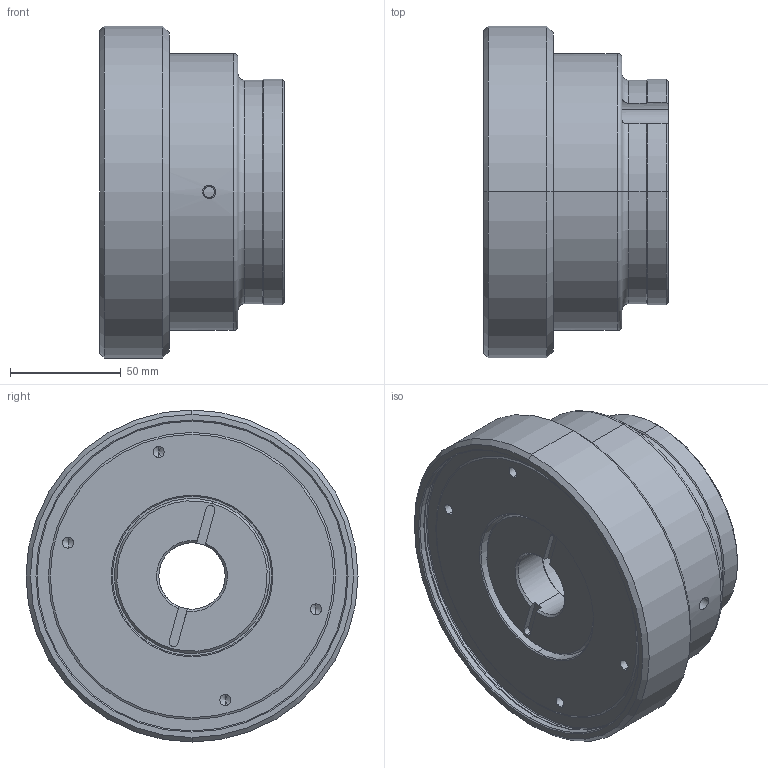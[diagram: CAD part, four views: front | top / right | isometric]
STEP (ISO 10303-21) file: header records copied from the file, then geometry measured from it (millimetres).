
FILE_DESCRIPTION (( 'STEP AP203' ), '1' );
FILE_NAME ('CF-CB-52.STEP', '2019-10-24T06:16:52', ( 'temp' ), ( '' ), 'SwSTEP 2.0', 'SolidWorks 2016', '' );
FILE_SCHEMA (( 'CONFIG_CONTROL_DESIGN' ));
Length unit declared in the file: millimetre
Products named in the file (5): CB-52-04000; CF-CB-52-03000; CF-CB-52; CF-CB-52-01000; CF-CB-52-02000
Assembly tree (4 placements, depth 2):
  CF-CB-52
    CF-CB-52-01000
    CF-CB-52-02000
    CB-52-04000
    CF-CB-52-03000
Bounding box: 83.5 x 150 x 150 mm (x, y, z)
Volume: 823423.8 mm3; surface area: 148025.9 mm2
Topology: 4 solids, 4 shells, 175 faces, 401 edges, 230 vertices
Faces by surface type: cylinder 71, cone 65, plane 24, torus 15
Entity records: 5714 total; most frequent: CARTESIAN_POINT 1225, DIRECTION 926, ORIENTED_EDGE 758, AXIS2_PLACEMENT_3D 388, EDGE_CURVE 379, VERTEX_POINT 230, EDGE_LOOP 207, CIRCLE 206
